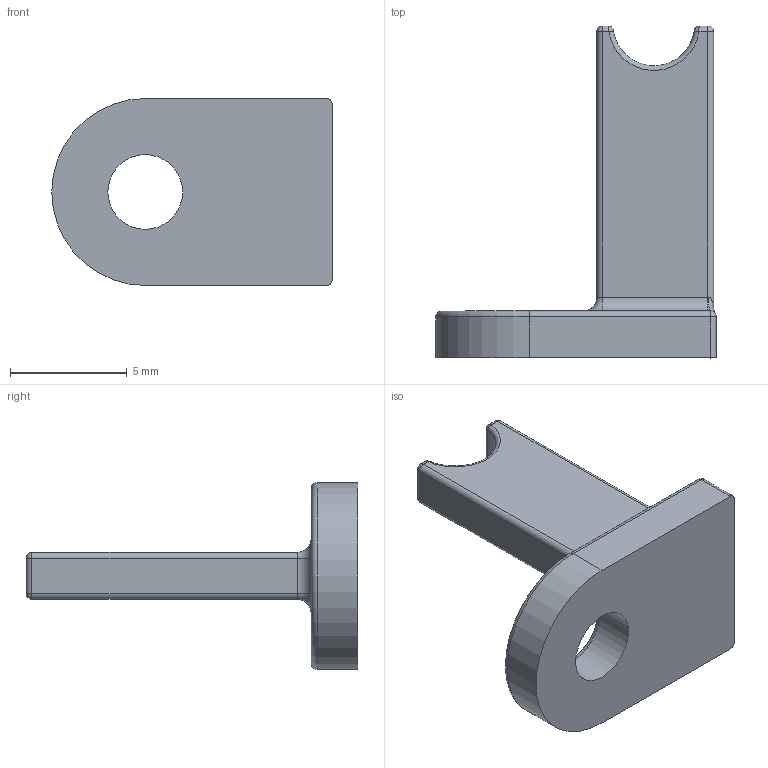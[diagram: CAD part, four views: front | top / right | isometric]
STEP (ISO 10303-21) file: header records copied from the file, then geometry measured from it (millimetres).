
FILE_DESCRIPTION(/* description */ (''),/* implementation_level */ '2;1');
FILE_NAME(/* name */ 'Cable clip Bed fan v2.step',/* time_stamp */ '2022-05-04T21:53:57+02:00',/* author */ (''),/* organization */ (''),/* preprocessor_version */ 'ST-DEVELOPER v18.1',/* originating_system */ 'Autodesk Translation Framework v10.14.0.1471',/* authorisation */ '');
FILE_SCHEMA (('AUTOMOTIVE_DESIGN { 1 0 10303 214 3 1 1 }'));
Length unit declared in the file: millimetre
Products named in the file (1): Cable clip Bed fan
Bounding box: 12 x 14.2 x 8 mm (x, y, z)
Volume: 274.3 mm3; surface area: 405.3 mm2
Topology: 1 solids, 1 shells, 55 faces, 121 edges, 68 vertices
Faces by surface type: cylinder 23, plane 11, torus 8, bspline 7, sphere 6
Full cylindrical faces by diameter (mm): 3.2 x1
Entity records: 1762 total; most frequent: CARTESIAN_POINT 528, DIRECTION 265, ORIENTED_EDGE 242, EDGE_CURVE 121, AXIS2_PLACEMENT_3D 109, VERTEX_POINT 68, CIRCLE 60, EDGE_LOOP 57
